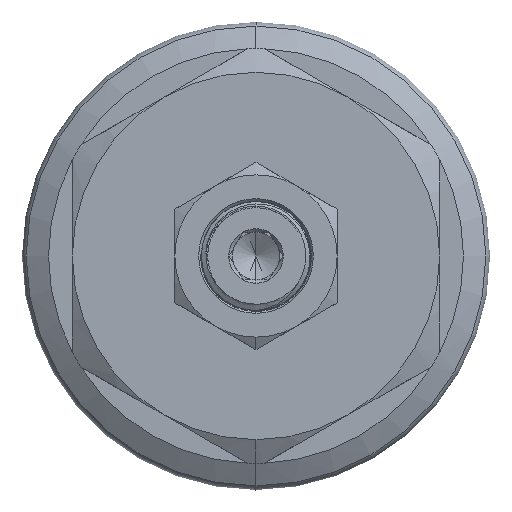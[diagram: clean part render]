
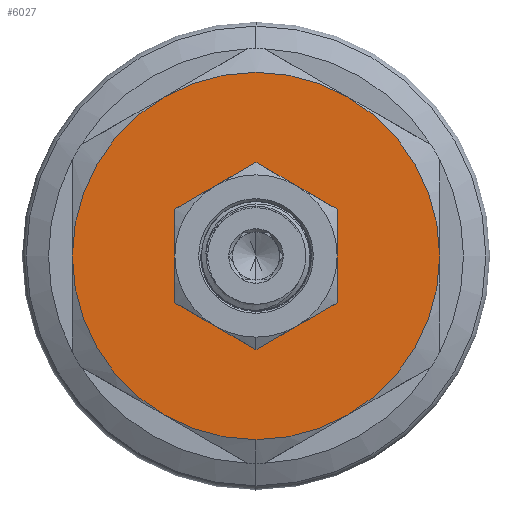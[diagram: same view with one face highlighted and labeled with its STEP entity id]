
A CAD part, left-side view. The second image highlights one B-rep face of the part: STEP entity #6027.
In plain terms, the highlighted planar face has unit normal (-1, 0, 0).
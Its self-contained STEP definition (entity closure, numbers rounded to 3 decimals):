
#222 = DIRECTION ( 'NONE',  ( 0., 0., 1. ) ) ;
#234 = CARTESIAN_POINT ( 'NONE',  ( -80.916, 13.497, 0. ) ) ;
#282 = DIRECTION ( 'NONE',  ( -1., 0., 0. ) ) ;
#285 = DIRECTION ( 'NONE',  ( -1., 0., 0. ) ) ;
#386 = DIRECTION ( 'NONE',  ( 0., 0., 1. ) ) ;
#403 = CARTESIAN_POINT ( 'NONE',  ( -80.916, 13.497, 0. ) ) ;
#1138 = CARTESIAN_POINT ( 'NONE',  ( -80.916, 13.497, 0. ) ) ;
#1139 = DIRECTION ( 'NONE',  ( -1., 0., 0. ) ) ;
#1140 = DIRECTION ( 'NONE',  ( 0., 0., -1. ) ) ;
#4105 = CIRCLE ( 'NONE', #6468, 7. ) ;
#4888 = AXIS2_PLACEMENT_3D ( 'NONE', #8383, #8393, #8395 ) ;
#4904 = EDGE_CURVE ( 'NONE', #6205, #6204, #7387, .T. ) ;
#4924 = AXIS2_PLACEMENT_3D ( 'NONE', #7917, #7916, #7925 ) ;
#4937 = EDGE_CURVE ( 'NONE', #7426, #7468, #7509, .T. ) ;
#4954 = AXIS2_PLACEMENT_3D ( 'NONE', #234, #282, #386 ) ;
#4981 = AXIS2_PLACEMENT_3D ( 'NONE', #13172, #13040, #13663 ) ;
#5000 = EDGE_CURVE ( 'NONE', #7468, #7353, #7512, .T. ) ;
#5006 = AXIS2_PLACEMENT_3D ( 'NONE', #13398, #14107, #13122 ) ;
#5009 = AXIS2_PLACEMENT_3D ( 'NONE', #13680, #13053, #13801 ) ;
#5014 = EDGE_CURVE ( 'NONE', #7459, #12004, #7481, .T. ) ;
#5032 = EDGE_CURVE ( 'NONE', #6204, #12330, #15011, .T. ) ;
#5042 = EDGE_CURVE ( 'NONE', #6224, #12004, #14310, .T. ) ;
#5059 = AXIS2_PLACEMENT_3D ( 'NONE', #13733, #13981, #13259 ) ;
#5073 = EDGE_CURVE ( 'NONE', #7353, #6205, #14325, .T. ) ;
#5124 = EDGE_CURVE ( 'NONE', #6189, #6230, #15012, .T. ) ;
#5125 = AXIS2_PLACEMENT_3D ( 'NONE', #403, #285, #222 ) ;
#5169 = AXIS2_PLACEMENT_3D ( 'NONE', #13657, #13836, #13623 ) ;
#5178 = AXIS2_PLACEMENT_3D ( 'NONE', #13772, #13083, #13588 ) ;
#5210 = EDGE_CURVE ( 'NONE', #12347, #7426, #14954, .T. ) ;
#5257 = EDGE_CURVE ( 'NONE', #6207, #6189, #14667, .T. ) ;
#5275 = EDGE_CURVE ( 'NONE', #7459, #6207, #14388, .T. ) ;
#5279 = EDGE_CURVE ( 'NONE', #12354, #6224, #14395, .T. ) ;
#6027 = ADVANCED_FACE ( 'NONE', ( #14560, #14181 ), #15867, .T. ) ;
#6189 = VERTEX_POINT ( 'NONE', #11961 ) ;
#6204 = VERTEX_POINT ( 'NONE', #11969 ) ;
#6205 = VERTEX_POINT ( 'NONE', #11974 ) ;
#6207 = VERTEX_POINT ( 'NONE', #11970 ) ;
#6224 = VERTEX_POINT ( 'NONE', #11731 ) ;
#6230 = VERTEX_POINT ( 'NONE', #11738 ) ;
#6430 = AXIS2_PLACEMENT_3D ( 'NONE', #15897, #15898, #15899 ) ;
#6468 = AXIS2_PLACEMENT_3D ( 'NONE', #1138, #1139, #1140 ) ;
#7005 = EDGE_CURVE ( 'NONE', #6230, #12354, #4105, .T. ) ;
#7324 = EDGE_CURVE ( 'NONE', #12330, #12347, #15946, .T. ) ;
#7353 = VERTEX_POINT ( 'NONE', #8896 ) ;
#7387 = CIRCLE ( 'NONE', #4954, 15.85 ) ;
#7426 = VERTEX_POINT ( 'NONE', #8926 ) ;
#7459 = VERTEX_POINT ( 'NONE', #8938 ) ;
#7468 = VERTEX_POINT ( 'NONE', #8941 ) ;
#7481 = CIRCLE ( 'NONE', #5059, 7. ) ;
#7509 = CIRCLE ( 'NONE', #5125, 15.85 ) ;
#7512 = CIRCLE ( 'NONE', #5169, 15.85 ) ;
#7738 = AXIS2_PLACEMENT_3D ( 'NONE', #14300, #14994, #14778 ) ;
#7762 = AXIS2_PLACEMENT_3D ( 'NONE', #14770, #15069, #15130 ) ;
#7916 = DIRECTION ( 'NONE',  ( -1., 0., 0. ) ) ;
#7917 = CARTESIAN_POINT ( 'NONE',  ( -80.916, 13.497, 0. ) ) ;
#7925 = DIRECTION ( 'NONE',  ( 0., 0., 1. ) ) ;
#8383 = CARTESIAN_POINT ( 'NONE',  ( -80.916, 13.497, 0. ) ) ;
#8393 = DIRECTION ( 'NONE',  ( -1., 0., 0. ) ) ;
#8395 = DIRECTION ( 'NONE',  ( 0., 0., -1. ) ) ;
#8766 = CARTESIAN_POINT ( 'NONE',  ( -80.916, 13.497, 0. ) ) ;
#8767 = DIRECTION ( 'NONE',  ( -1., 0., 0. ) ) ;
#8768 = DIRECTION ( 'NONE',  ( 0., 0., 1. ) ) ;
#8896 = CARTESIAN_POINT ( 'NONE',  ( -80.916, 21.422, 13.727 ) ) ;
#8926 = CARTESIAN_POINT ( 'NONE',  ( -80.916, -2.353, 0. ) ) ;
#8938 = CARTESIAN_POINT ( 'NONE',  ( -80.916, 16.997, -6.062 ) ) ;
#8941 = CARTESIAN_POINT ( 'NONE',  ( -80.916, 5.572, 13.727 ) ) ;
#8970 = CARTESIAN_POINT ( 'NONE',  ( -80.916, 20.497, 0. ) ) ;
#9107 = CARTESIAN_POINT ( 'NONE',  ( -80.916, 13.497, -15.85 ) ) ;
#9113 = CARTESIAN_POINT ( 'NONE',  ( -80.916, 5.572, -13.727 ) ) ;
#9116 = CARTESIAN_POINT ( 'NONE',  ( -80.916, 13.497, 7. ) ) ;
#11371 = AXIS2_PLACEMENT_3D ( 'NONE', #8766, #8767, #8768 ) ;
#11731 = CARTESIAN_POINT ( 'NONE',  ( -80.916, 16.997, 6.062 ) ) ;
#11738 = CARTESIAN_POINT ( 'NONE',  ( -80.916, 9.997, 6.062 ) ) ;
#11961 = CARTESIAN_POINT ( 'NONE',  ( -80.916, 6.497, 0. ) ) ;
#11969 = CARTESIAN_POINT ( 'NONE',  ( -80.916, 21.422, -13.727 ) ) ;
#11970 = CARTESIAN_POINT ( 'NONE',  ( -80.916, 9.997, -6.062 ) ) ;
#11974 = CARTESIAN_POINT ( 'NONE',  ( -80.916, 29.347, 0. ) ) ;
#12004 = VERTEX_POINT ( 'NONE', #8970 ) ;
#12044 = EDGE_LOOP ( 'NONE', ( #12896, #12811, #12749, #12791, #12535, #12911, #12790 ) ) ;
#12074 = EDGE_LOOP ( 'NONE', ( #12946, #12889, #12618, #12651, #12919, #12527, #12520 ) ) ;
#12330 = VERTEX_POINT ( 'NONE', #9107 ) ;
#12347 = VERTEX_POINT ( 'NONE', #9113 ) ;
#12354 = VERTEX_POINT ( 'NONE', #9116 ) ;
#12520 = ORIENTED_EDGE ( 'NONE', *, *, #5073, .T. ) ;
#12527 = ORIENTED_EDGE ( 'NONE', *, *, #5000, .T. ) ;
#12535 = ORIENTED_EDGE ( 'NONE', *, *, #7005, .F. ) ;
#12618 = ORIENTED_EDGE ( 'NONE', *, *, #7324, .T. ) ;
#12651 = ORIENTED_EDGE ( 'NONE', *, *, #5210, .T. ) ;
#12749 = ORIENTED_EDGE ( 'NONE', *, *, #5042, .F. ) ;
#12790 = ORIENTED_EDGE ( 'NONE', *, *, #5257, .F. ) ;
#12791 = ORIENTED_EDGE ( 'NONE', *, *, #5279, .F. ) ;
#12811 = ORIENTED_EDGE ( 'NONE', *, *, #5014, .T. ) ;
#12889 = ORIENTED_EDGE ( 'NONE', *, *, #5032, .T. ) ;
#12896 = ORIENTED_EDGE ( 'NONE', *, *, #5275, .F. ) ;
#12911 = ORIENTED_EDGE ( 'NONE', *, *, #5124, .F. ) ;
#12919 = ORIENTED_EDGE ( 'NONE', *, *, #4937, .T. ) ;
#12946 = ORIENTED_EDGE ( 'NONE', *, *, #4904, .T. ) ;
#13040 = DIRECTION ( 'NONE',  ( -1., 0., 0. ) ) ;
#13053 = DIRECTION ( 'NONE',  ( -1., 0., 0. ) ) ;
#13083 = DIRECTION ( 'NONE',  ( -1., 0., 0. ) ) ;
#13122 = DIRECTION ( 'NONE',  ( 0., 0., -1. ) ) ;
#13172 = CARTESIAN_POINT ( 'NONE',  ( -80.916, 13.497, 0. ) ) ;
#13259 = DIRECTION ( 'NONE',  ( 0., 0., -1. ) ) ;
#13398 = CARTESIAN_POINT ( 'NONE',  ( -80.916, 13.497, 0. ) ) ;
#13588 = DIRECTION ( 'NONE',  ( 0., 0., -1. ) ) ;
#13623 = DIRECTION ( 'NONE',  ( 0., 0., 1. ) ) ;
#13657 = CARTESIAN_POINT ( 'NONE',  ( -80.916, 13.497, 0. ) ) ;
#13663 = DIRECTION ( 'NONE',  ( 0., 0., 1. ) ) ;
#13680 = CARTESIAN_POINT ( 'NONE',  ( -80.916, 13.497, 0. ) ) ;
#13733 = CARTESIAN_POINT ( 'NONE',  ( -80.916, 13.497, 0. ) ) ;
#13772 = CARTESIAN_POINT ( 'NONE',  ( -80.916, 13.497, 0. ) ) ;
#13801 = DIRECTION ( 'NONE',  ( 0., 0., 1. ) ) ;
#13836 = DIRECTION ( 'NONE',  ( -1., 0., 0. ) ) ;
#13981 = DIRECTION ( 'NONE',  ( 1., 0., 0. ) ) ;
#14107 = DIRECTION ( 'NONE',  ( -1., 0., 0. ) ) ;
#14181 = FACE_OUTER_BOUND ( 'NONE', #12074, .T. ) ;
#14300 = CARTESIAN_POINT ( 'NONE',  ( -80.916, 13.497, 0. ) ) ;
#14310 = CIRCLE ( 'NONE', #5006, 7. ) ;
#14325 = CIRCLE ( 'NONE', #5009, 15.85 ) ;
#14388 = CIRCLE ( 'NONE', #7738, 7. ) ;
#14395 = CIRCLE ( 'NONE', #7762, 7. ) ;
#14560 = FACE_BOUND ( 'NONE', #12044, .T. ) ;
#14667 = CIRCLE ( 'NONE', #4888, 7. ) ;
#14770 = CARTESIAN_POINT ( 'NONE',  ( -80.916, 13.497, 0. ) ) ;
#14778 = DIRECTION ( 'NONE',  ( 0., 0., -1. ) ) ;
#14954 = CIRCLE ( 'NONE', #4924, 15.85 ) ;
#14994 = DIRECTION ( 'NONE',  ( -1., 0., 0. ) ) ;
#15011 = CIRCLE ( 'NONE', #4981, 15.85 ) ;
#15012 = CIRCLE ( 'NONE', #5178, 7. ) ;
#15069 = DIRECTION ( 'NONE',  ( -1., 0., 0. ) ) ;
#15130 = DIRECTION ( 'NONE',  ( 0., 0., -1. ) ) ;
#15867 = PLANE ( 'NONE',  #6430 ) ;
#15897 = CARTESIAN_POINT ( 'NONE',  ( -80.916, 13.497, 0. ) ) ;
#15898 = DIRECTION ( 'NONE',  ( -1., 0., 0. ) ) ;
#15899 = DIRECTION ( 'NONE',  ( 0., 0., 1. ) ) ;
#15946 = CIRCLE ( 'NONE', #11371, 15.85 ) ;
